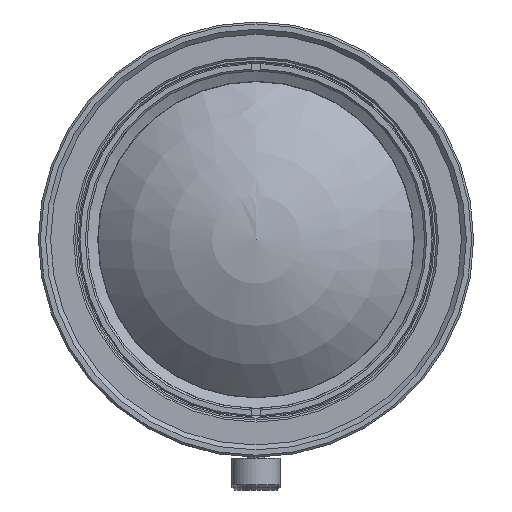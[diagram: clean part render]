
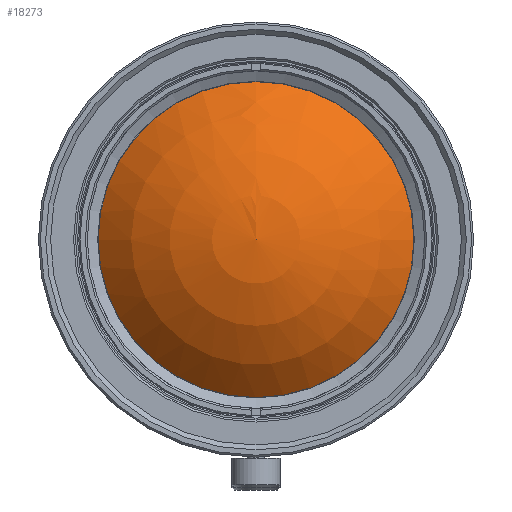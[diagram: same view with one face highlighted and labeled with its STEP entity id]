
A CAD part, front view. The second image highlights one B-rep face of the part: STEP entity #18273.
In plain terms, the highlighted spherical face has radius 22.19 mm.
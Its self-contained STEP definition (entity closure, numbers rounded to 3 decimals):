
#60=SPHERICAL_SURFACE('',#19451,22.19);
#4520=ORIENTED_EDGE('',*,*,#6995,.T.);
#6995=EDGE_CURVE('',#8487,#8487,#9410,.F.);
#8487=VERTEX_POINT('',#26702);
#9410=CIRCLE('',#19414,16.195);
#10330=EDGE_LOOP('',(#4520));
#11490=FACE_BOUND('',#10330,.T.);
#18273=ADVANCED_FACE('',(#11490),#60,.T.);
#19414=AXIS2_PLACEMENT_3D('',#26701,#21968,#21969);
#19451=AXIS2_PLACEMENT_3D('',#26834,#22058,#22059);
#21968=DIRECTION('',(0.,1.,0.));
#21969=DIRECTION('',(0.,0.,1.));
#22058=DIRECTION('',(0.,-1.,0.));
#22059=DIRECTION('',(0.,0.,1.));
#26701=CARTESIAN_POINT('',(0.,-76.425,0.));
#26702=CARTESIAN_POINT('',(0.,-76.425,16.195));
#26834=CARTESIAN_POINT('',(0.,-61.255,0.));
